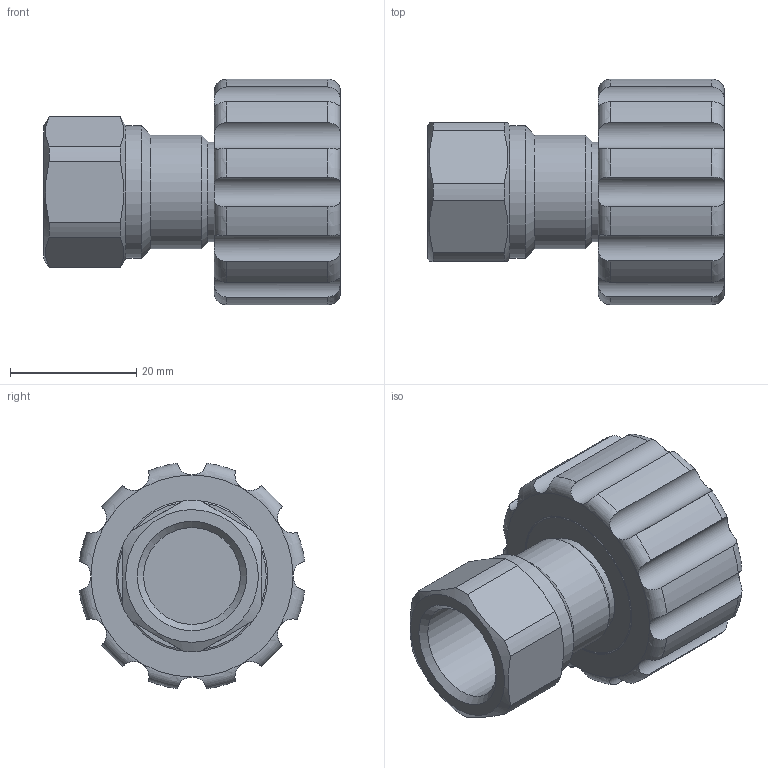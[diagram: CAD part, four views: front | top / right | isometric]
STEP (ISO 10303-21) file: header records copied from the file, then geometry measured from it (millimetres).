
FILE_DESCRIPTION(/* description */ ('Unknown'),/* implementation_level */ '2;1');
FILE_NAME(/* name */ '200040940',/* time_stamp */ '2021-01-21T13:11:02+01:00',/* author */ ('Unknown'),/* organization */ ('Unknown'),/* preprocessor_version */ 'ST-DEVELOPER v16.7',/* originating_system */ 'Solid Edge',/* authorisation */ 'Unknown');
FILE_SCHEMA (('AUTOMOTIVE_DESIGN {1 0 10303 214 3 1 1}'));
Length unit declared in the file: millimetre
Products named in the file (1): Part13
Bounding box: 47 x 35.7 x 35.7 mm (x, y, z)
Volume: 22242.1 mm3; surface area: 8915 mm2
Topology: 1 solids, 1 shells, 116 faces, 278 edges, 175 vertices
Faces by surface type: cylinder 47, plane 31, torus 27, cone 11
Full cylindrical faces by diameter (mm): 10.3 x1, 13.9 x2, 15.33 x1, 15.8 x1, 16.4 x1, 18 x1, 19 x1, 21 x1, 22.6 x1, 24 x1
Entity records: 4218 total; most frequent: CARTESIAN_POINT 899, DIRECTION 512, ORIENTED_EDGE 488, EDGE_CURVE 244, AXIS2_PLACEMENT_3D 223, VERTEX_POINT 166, EDGE_LOOP 152, FACE_BOUND 152
